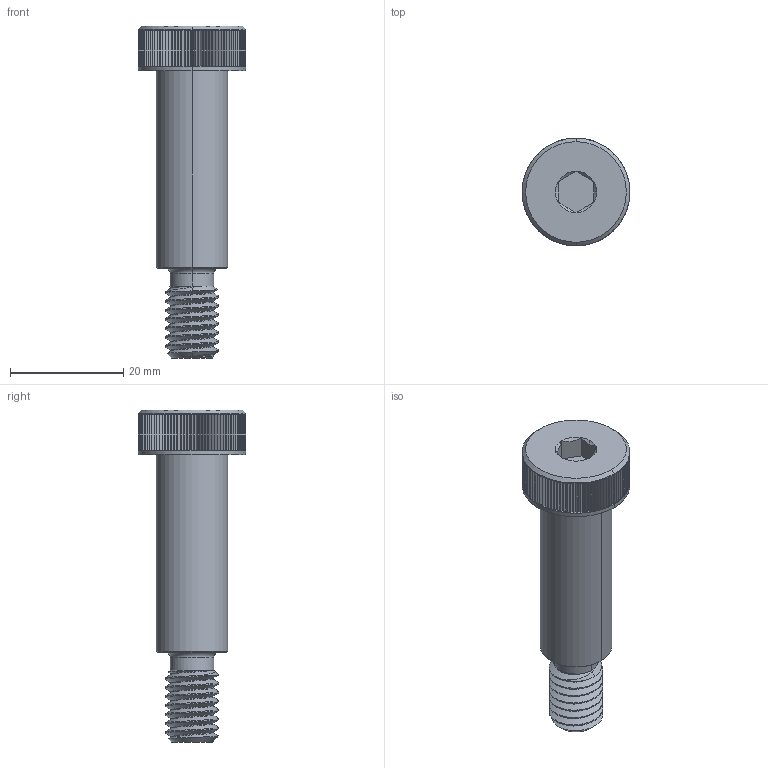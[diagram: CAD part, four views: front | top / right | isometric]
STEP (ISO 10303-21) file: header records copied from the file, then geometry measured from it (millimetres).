
FILE_DESCRIPTION (( 'STEP AP203' ), '1' );
FILE_NAME ('91259A489_ALLOY STEEL SHOULDER SCREW.STEP', '2021-04-09T11:47:03', ( 'Administrator' ), ( 'Managed by Terraform' ), 'SwSTEP 2.0', 'SolidWorks 2017', '' );
FILE_SCHEMA (( 'CONFIG_CONTROL_DESIGN' ));
Length unit declared in the file: inch
Products named in the file (1): 91259A489_ALLOY STEEL SHOULDER SCREW
Bounding box: 19.05 x 19.05 x 58.74 mm (x, y, z)
Volume: 7317.3 mm3; surface area: 3522.3 mm2
Topology: 1 solids, 1 shells, 450 faces, 1020 edges, 673 vertices
Faces by surface type: plane 408, cylinder 20, cone 17, bspline 3, torus 2
Entity records: 14255 total; most frequent: CARTESIAN_POINT 3937, DIRECTION 2097, ORIENTED_EDGE 2040, EDGE_CURVE 1020, VECTOR 735, LINE 735, AXIS2_PLACEMENT_3D 681, VERTEX_POINT 673
